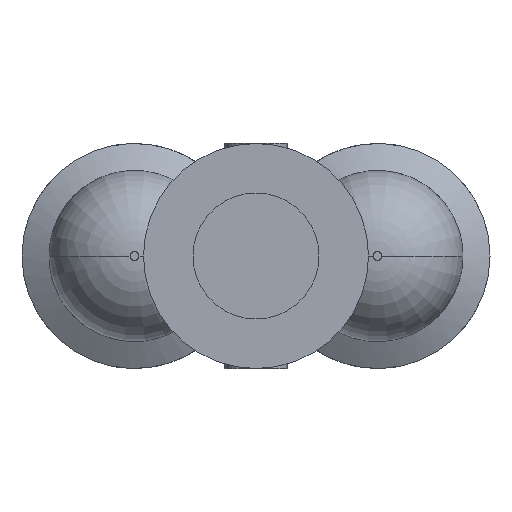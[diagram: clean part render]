
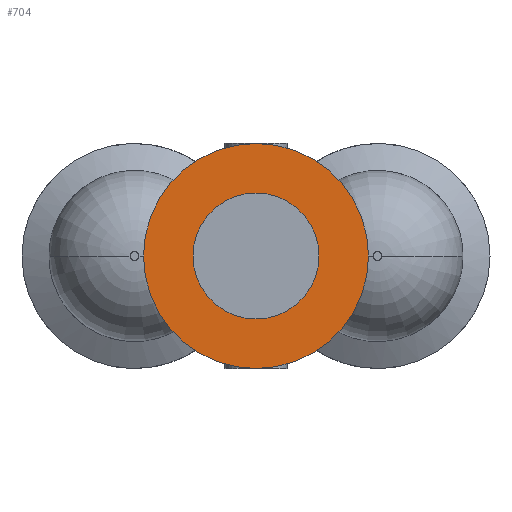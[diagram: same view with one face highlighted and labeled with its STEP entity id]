
A CAD part, front view. The second image highlights one B-rep face of the part: STEP entity #704.
In plain terms, the highlighted planar face has unit normal (0, -1, 0).
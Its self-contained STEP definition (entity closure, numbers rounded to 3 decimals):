
#12 = DIRECTION ( 'NONE',  ( 0., 0., 1. ) ) ;
#64 = EDGE_CURVE ( 'NONE', #689, #1927, #960, .T. ) ;
#119 = ORIENTED_EDGE ( 'NONE', *, *, #973, .F. ) ;
#256 = DIRECTION ( 'NONE',  ( 0., -1., 0. ) ) ;
#311 = EDGE_LOOP ( 'NONE', ( #119, #2389 ) ) ;
#354 = VERTEX_POINT ( 'NONE', #1170 ) ;
#440 = CARTESIAN_POINT ( 'NONE',  ( 0., -23., 7. ) ) ;
#512 = PLANE ( 'NONE',  #1050 ) ;
#624 = CIRCLE ( 'NONE', #1892, 12.5 ) ;
#689 = VERTEX_POINT ( 'NONE', #887 ) ;
#704 = ADVANCED_FACE ( 'NONE', ( #1359, #2247 ), #512, .T. ) ;
#712 = CARTESIAN_POINT ( 'NONE',  ( 0., -23., 0. ) ) ;
#839 = DIRECTION ( 'NONE',  ( 0., 0., 1. ) ) ;
#887 = CARTESIAN_POINT ( 'NONE',  ( 0., -23., -12.5 ) ) ;
#960 = CIRCLE ( 'NONE', #2645, 12.5 ) ;
#968 = EDGE_CURVE ( 'NONE', #354, #2214, #2411, .T. ) ;
#973 = EDGE_CURVE ( 'NONE', #1927, #689, #624, .T. ) ;
#1050 = AXIS2_PLACEMENT_3D ( 'NONE', #1685, #256, #2327 ) ;
#1092 = CIRCLE ( 'NONE', #2797, 7. ) ;
#1170 = CARTESIAN_POINT ( 'NONE',  ( 0., -23., -7. ) ) ;
#1192 = CARTESIAN_POINT ( 'NONE',  ( 0., -23., 0. ) ) ;
#1259 = EDGE_LOOP ( 'NONE', ( #1958, #2092 ) ) ;
#1359 = FACE_BOUND ( 'NONE', #1259, .T. ) ;
#1623 = DIRECTION ( 'NONE',  ( 0., 0., 1. ) ) ;
#1685 = CARTESIAN_POINT ( 'NONE',  ( -12.5, -23., 0. ) ) ;
#1892 = AXIS2_PLACEMENT_3D ( 'NONE', #1192, #2556, #12 ) ;
#1927 = VERTEX_POINT ( 'NONE', #2099 ) ;
#1958 = ORIENTED_EDGE ( 'NONE', *, *, #2552, .T. ) ;
#1966 = DIRECTION ( 'NONE',  ( 0., 1., 0. ) ) ;
#2092 = ORIENTED_EDGE ( 'NONE', *, *, #968, .T. ) ;
#2099 = CARTESIAN_POINT ( 'NONE',  ( 0., -23., 12.5 ) ) ;
#2214 = VERTEX_POINT ( 'NONE', #440 ) ;
#2247 = FACE_OUTER_BOUND ( 'NONE', #311, .T. ) ;
#2327 = DIRECTION ( 'NONE',  ( 0., 0., -1. ) ) ;
#2389 = ORIENTED_EDGE ( 'NONE', *, *, #64, .F. ) ;
#2411 = CIRCLE ( 'NONE', #2651, 7. ) ;
#2508 = CARTESIAN_POINT ( 'NONE',  ( 0., -23., 0. ) ) ;
#2552 = EDGE_CURVE ( 'NONE', #2214, #354, #1092, .T. ) ;
#2556 = DIRECTION ( 'NONE',  ( 0., 1., 0. ) ) ;
#2645 = AXIS2_PLACEMENT_3D ( 'NONE', #2925, #1966, #839 ) ;
#2651 = AXIS2_PLACEMENT_3D ( 'NONE', #712, #2780, #1623 ) ;
#2778 = DIRECTION ( 'NONE',  ( 0., 1., 0. ) ) ;
#2780 = DIRECTION ( 'NONE',  ( 0., 1., 0. ) ) ;
#2797 = AXIS2_PLACEMENT_3D ( 'NONE', #2508, #2778, #2808 ) ;
#2808 = DIRECTION ( 'NONE',  ( 0., 0., 1. ) ) ;
#2925 = CARTESIAN_POINT ( 'NONE',  ( 0., -23., 0. ) ) ;
